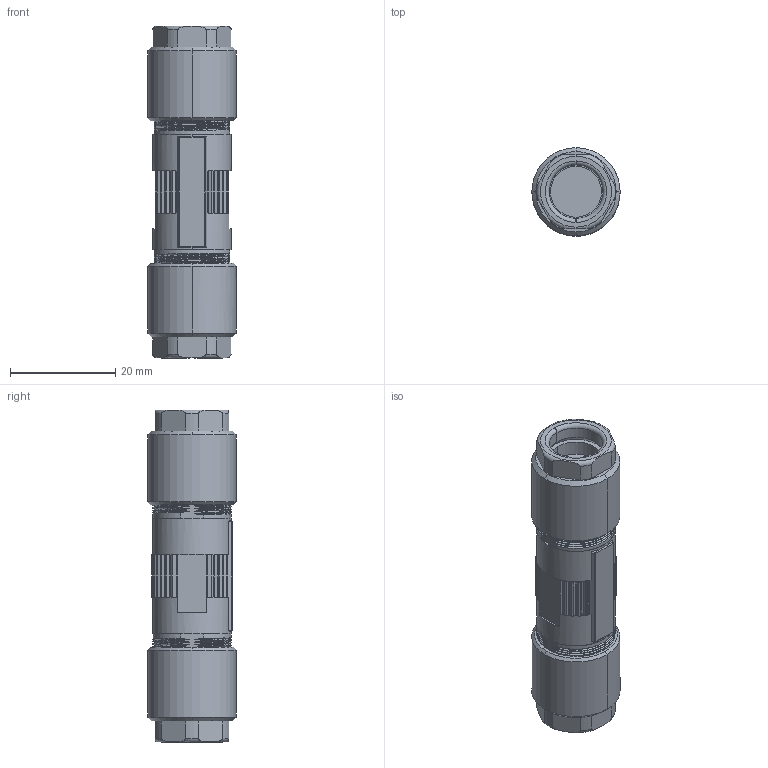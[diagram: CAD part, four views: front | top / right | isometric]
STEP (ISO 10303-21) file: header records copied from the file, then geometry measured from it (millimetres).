
FILE_DESCRIPTION(('CATIA V5 STEP Exchange','CAx-IF Rec.Pracs.--- Model Styling and Organization---1.4--- 2014-01-23'),'2;1');
FILE_NAME ('015058-2_0', '2021-01-05T16:59:30+00:00', ('none'), ('Weidmueller'), 'CATIA Version 5-6 Release 2016 SP3 HF44', 'CATIA V5 STEP AP214', 'none');
FILE_SCHEMA(('AUTOMOTIVE_DESIGN { 1 0 10303 214 1 1 1 1 }'));
Products named in the file (1): 1499940000
Bounding box: 16.8 x 16.8 x 63.2 mm (x, y, z)
Volume: 10526 mm3; surface area: 6346 mm2
Topology: 1 solids, 1 shells, 611 faces, 1919 edges, 1224 vertices
Faces by surface type: bspline 228, plane 193, cylinder 136, cone 38, torus 12, sphere 4
Entity records: 44457 total; most frequent: CARTESIAN_POINT 29982, ORIENTED_EDGE 3838, EDGE_CURVE 1919, DIRECTION 1725, VERTEX_POINT 1224, B_SPLINE_CURVE_WITH_KNOTS 960, AXIS2_PLACEMENT_3D 706, VECTOR 637
